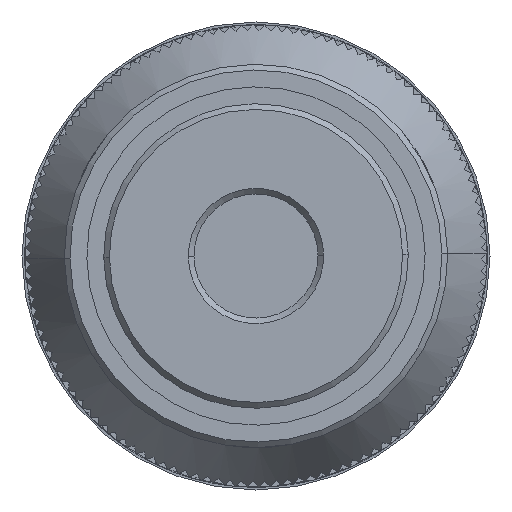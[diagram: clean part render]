
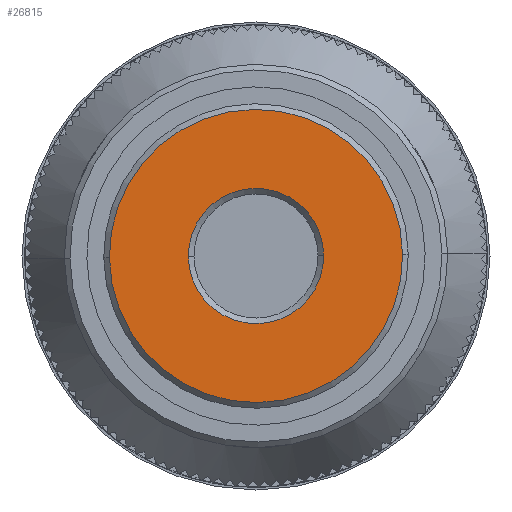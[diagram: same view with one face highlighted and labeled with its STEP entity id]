
A CAD part, left-side view. The second image highlights one B-rep face of the part: STEP entity #26815.
In plain terms, the highlighted planar face has unit normal (-1, 0, 0).
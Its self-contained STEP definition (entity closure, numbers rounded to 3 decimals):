
#5566 = FACE_BOUND ( 'NONE', #206568, .T. ) ;
#9509 = ORIENTED_EDGE ( 'NONE', *, *, #151467, .T. ) ;
#12148 = CARTESIAN_POINT ( 'NONE',  ( -25.385, 0., 0. ) ) ;
#13094 = EDGE_CURVE ( 'NONE', #181205, #17126, #86802, .T. ) ;
#14385 = VERTEX_POINT ( 'NONE', #111029 ) ;
#17126 = VERTEX_POINT ( 'NONE', #219371 ) ;
#25628 = AXIS2_PLACEMENT_3D ( 'NONE', #122398, #73547, #154614 ) ;
#26815 = ADVANCED_FACE ( 'NONE', ( #5566, #73556 ), #76825, .F. ) ;
#38221 = CIRCLE ( 'NONE', #197983, 13. ) ;
#42256 = DIRECTION ( 'NONE',  ( 1., 0., 0. ) ) ;
#43455 = CIRCLE ( 'NONE', #25628, 6. ) ;
#44499 = DIRECTION ( 'NONE',  ( 1., 0., 0. ) ) ;
#57914 = AXIS2_PLACEMENT_3D ( 'NONE', #183428, #44499, #200129 ) ;
#73547 = DIRECTION ( 'NONE',  ( 1., 0., 0. ) ) ;
#73556 = FACE_OUTER_BOUND ( 'NONE', #166437, .T. ) ;
#74292 = CARTESIAN_POINT ( 'NONE',  ( -25.385, 0., 0. ) ) ;
#76825 = PLANE ( 'NONE',  #57914 ) ;
#77868 = ORIENTED_EDGE ( 'NONE', *, *, #13094, .T. ) ;
#83333 = AXIS2_PLACEMENT_3D ( 'NONE', #12148, #42256, #126781 ) ;
#86802 = CIRCLE ( 'NONE', #83333, 6. ) ;
#89848 = DIRECTION ( 'NONE',  ( 0., -1., 0.013 ) ) ;
#92865 = CARTESIAN_POINT ( 'NONE',  ( -25.385, -6., 0.076 ) ) ;
#98172 = ORIENTED_EDGE ( 'NONE', *, *, #194465, .T. ) ;
#111029 = CARTESIAN_POINT ( 'NONE',  ( -25.385, 12.999, -0.164 ) ) ;
#111201 = EDGE_CURVE ( 'NONE', #14385, #138200, #38221, .T. ) ;
#113575 = AXIS2_PLACEMENT_3D ( 'NONE', #123382, #125574, #124486 ) ;
#122398 = CARTESIAN_POINT ( 'NONE',  ( -25.385, 0., 0. ) ) ;
#123382 = CARTESIAN_POINT ( 'NONE',  ( -25.385, 0., 0. ) ) ;
#124486 = DIRECTION ( 'NONE',  ( 0., -1., 0.013 ) ) ;
#125574 = DIRECTION ( 'NONE',  ( -1., 0., 0. ) ) ;
#126781 = DIRECTION ( 'NONE',  ( 0., -1., 0.013 ) ) ;
#138200 = VERTEX_POINT ( 'NONE', #148600 ) ;
#142066 = DIRECTION ( 'NONE',  ( -1., 0., 0. ) ) ;
#145634 = CIRCLE ( 'NONE', #113575, 13. ) ;
#148600 = CARTESIAN_POINT ( 'NONE',  ( -25.385, -12.999, 0.164 ) ) ;
#151467 = EDGE_CURVE ( 'NONE', #17126, #181205, #43455, .T. ) ;
#154614 = DIRECTION ( 'NONE',  ( 0., -1., 0.013 ) ) ;
#166437 = EDGE_LOOP ( 'NONE', ( #98172, #175576 ) ) ;
#175576 = ORIENTED_EDGE ( 'NONE', *, *, #111201, .T. ) ;
#181205 = VERTEX_POINT ( 'NONE', #92865 ) ;
#183428 = CARTESIAN_POINT ( 'NONE',  ( -25.385, -0.069, -5.5 ) ) ;
#194465 = EDGE_CURVE ( 'NONE', #138200, #14385, #145634, .T. ) ;
#197983 = AXIS2_PLACEMENT_3D ( 'NONE', #74292, #142066, #89848 ) ;
#200129 = DIRECTION ( 'NONE',  ( 0., -1., 0.013 ) ) ;
#206568 = EDGE_LOOP ( 'NONE', ( #9509, #77868 ) ) ;
#219371 = CARTESIAN_POINT ( 'NONE',  ( -25.385, 6., -0.076 ) ) ;
